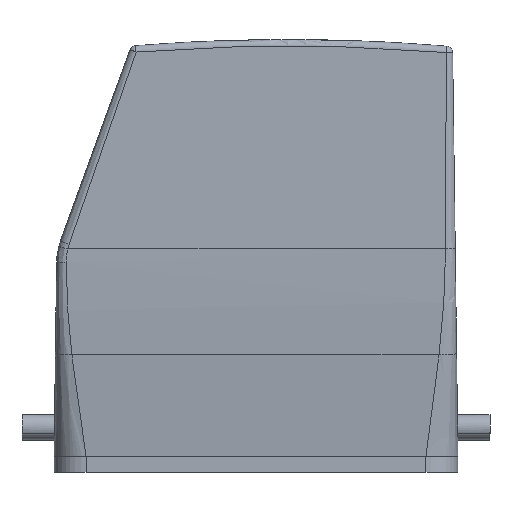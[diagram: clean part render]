
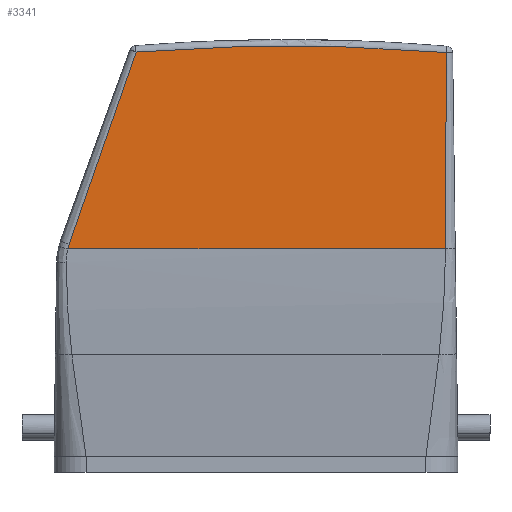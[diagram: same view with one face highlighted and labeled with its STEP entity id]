
A CAD part, left-side view. The second image highlights one B-rep face of the part: STEP entity #3341.
In plain terms, the highlighted planar face has unit normal (-1, 0, 0).
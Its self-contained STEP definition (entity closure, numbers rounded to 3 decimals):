
#3301=AXIS2_PLACEMENT_3D('Plane Axis2P3D',#3298,#3299,#3300) ;
#3331=AXIS2_PLACEMENT_3D('Circle Axis2P3D',#3329,#3330,$) ;
#2265=CARTESIAN_POINT('Vertex',(0.,6.923,34.864)) ;
#2291=CARTESIAN_POINT('Line Origine',(0.,35.892,34.864)) ;
#2295=CARTESIAN_POINT('Vertex',(0.,65.876,34.864)) ;
#2852=CARTESIAN_POINT('Vertex',(0.,6.831,65.481)) ;
#2856=CARTESIAN_POINT('Control Point',(0.,6.831,65.481)) ;
#2857=CARTESIAN_POINT('Control Point',(0.,6.823,64.301)) ;
#2858=CARTESIAN_POINT('Control Point',(0.,6.817,63.13)) ;
#2859=CARTESIAN_POINT('Control Point',(0.,6.812,61.959)) ;
#2860=CARTESIAN_POINT('Control Point',(0.,6.802,59.281)) ;
#2861=CARTESIAN_POINT('Control Point',(0.,6.799,56.603)) ;
#2862=CARTESIAN_POINT('Control Point',(0.,6.799,55.121)) ;
#2863=CARTESIAN_POINT('Control Point',(0.,6.802,52.159)) ;
#2864=CARTESIAN_POINT('Control Point',(0.,6.811,49.196)) ;
#2865=CARTESIAN_POINT('Control Point',(0.,6.817,47.715)) ;
#2866=CARTESIAN_POINT('Control Point',(0.,6.83,45.062)) ;
#2867=CARTESIAN_POINT('Control Point',(0.,6.847,42.408)) ;
#2868=CARTESIAN_POINT('Control Point',(0.,6.855,41.236)) ;
#2869=CARTESIAN_POINT('Control Point',(0.,6.869,39.478)) ;
#2870=CARTESIAN_POINT('Control Point',(0.,6.887,37.72)) ;
#2871=CARTESIAN_POINT('Control Point',(0.,6.894,37.134)) ;
#2872=CARTESIAN_POINT('Control Point',(0.,6.903,36.331)) ;
#2873=CARTESIAN_POINT('Control Point',(0.,6.914,35.528)) ;
#2874=CARTESIAN_POINT('Control Point',(0.,6.917,35.308)) ;
#2875=CARTESIAN_POINT('Control Point',(0.,6.92,35.087)) ;
#2876=CARTESIAN_POINT('Control Point',(0.,6.923,34.864)) ;
#3298=CARTESIAN_POINT('Axis2P3D Location',(0.,-2.724,-25.557)) ;
#3304=CARTESIAN_POINT('Control Point',(0.,55.208,65.559)) ;
#3305=CARTESIAN_POINT('Control Point',(0.,55.634,64.368)) ;
#3306=CARTESIAN_POINT('Control Point',(0.,56.058,63.18)) ;
#3307=CARTESIAN_POINT('Control Point',(0.,56.471,62.021)) ;
#3308=CARTESIAN_POINT('Control Point',(0.,58.573,56.106)) ;
#3309=CARTESIAN_POINT('Control Point',(0.,60.647,50.182)) ;
#3310=CARTESIAN_POINT('Control Point',(0.,62.284,45.45)) ;
#3311=CARTESIAN_POINT('Control Point',(0.,63.948,40.644)) ;
#3312=CARTESIAN_POINT('Control Point',(0.,65.587,35.828)) ;
#3313=CARTESIAN_POINT('Control Point',(0.,65.613,35.753)) ;
#3314=CARTESIAN_POINT('Control Point',(0.,65.639,35.678)) ;
#3315=CARTESIAN_POINT('Control Point',(0.,65.664,35.603)) ;
#3316=CARTESIAN_POINT('Vertex',(0.,65.664,35.603)) ;
#3318=CARTESIAN_POINT('Vertex',(0.,55.208,65.559)) ;
#3322=CARTESIAN_POINT('Control Point',(0.,65.664,35.603)) ;
#3323=CARTESIAN_POINT('Control Point',(0.,65.713,35.457)) ;
#3324=CARTESIAN_POINT('Control Point',(0.,65.759,35.31)) ;
#3325=CARTESIAN_POINT('Control Point',(0.,65.801,35.162)) ;
#3326=CARTESIAN_POINT('Control Point',(0.,65.84,35.014)) ;
#3327=CARTESIAN_POINT('Control Point',(0.,65.876,34.864)) ;
#3329=CARTESIAN_POINT('Axis2P3D Location',(0.,31.5,-232.5)) ;
#2292=DIRECTION('Vector Direction',(0.,-1.,0.)) ;
#3299=DIRECTION('Axis2P3D Direction',(-1.,0.,0.)) ;
#3300=DIRECTION('Axis2P3D XDirection',(0.,-0.17,0.985)) ;
#3330=DIRECTION('Axis2P3D Direction',(-1.,0.,0.)) ;
#2293=VECTOR('Line Direction',#2292,1.) ;
#3335=ORIENTED_EDGE('',*,*,#3320,.F.) ;
#3336=ORIENTED_EDGE('',*,*,#3328,.F.) ;
#3337=ORIENTED_EDGE('',*,*,#2297,.T.) ;
#3338=ORIENTED_EDGE('',*,*,#2877,.T.) ;
#3339=ORIENTED_EDGE('',*,*,#3333,.T.) ;
#3341=ADVANCED_FACE('Hood',(#3340),#3302,.T.) ;
#2855=B_SPLINE_CURVE_WITH_KNOTS('',5,(#2856,#2857,#2858,#2859,#2860,#2861,#2862,#2863,#2864,#2865,#2866,#2867,#2868,#2869,#2870,#2871,#2872,#2873,#2874,#2875,#2876),.UNSPECIFIED.,.F.,.U.,(6,3,3,3,3,3,6),(23.733,29.705,37.097,44.488,50.338,53.262,54.347),.UNSPECIFIED.) ;
#3303=B_SPLINE_CURVE_WITH_KNOTS('',5,(#3304,#3305,#3306,#3307,#3308,#3309,#3310,#3311,#3312,#3313,#3314,#3315),.UNSPECIFIED.,.F.,.U.,(6,3,3,6),(0.,8.984,44.352,44.914),.UNSPECIFIED.) ;
#3321=B_SPLINE_CURVE_WITH_KNOTS('',5,(#3322,#3323,#3324,#3325,#3326,#3327),.UNSPECIFIED.,.F.,.U.,(6,6),(0.,1.086),.UNSPECIFIED.) ;
#3332=CIRCLE('generated circle',#3331,299.) ;
#2297=EDGE_CURVE('',#2296,#2266,#2294,.T.) ;
#2877=EDGE_CURVE('',#2266,#2853,#2855,.F.) ;
#3320=EDGE_CURVE('',#3317,#3319,#3303,.F.) ;
#3328=EDGE_CURVE('',#2296,#3317,#3321,.F.) ;
#3333=EDGE_CURVE('',#2853,#3319,#3332,.T.) ;
#3334=EDGE_LOOP('',(#3335,#3336,#3337,#3338,#3339)) ;
#3340=FACE_OUTER_BOUND('',#3334,.T.) ;
#2294=LINE('Line',#2291,#2293) ;
#3302=PLANE('',#3301) ;
#2266=VERTEX_POINT('',#2265) ;
#2296=VERTEX_POINT('',#2295) ;
#2853=VERTEX_POINT('',#2852) ;
#3317=VERTEX_POINT('',#3316) ;
#3319=VERTEX_POINT('',#3318) ;
